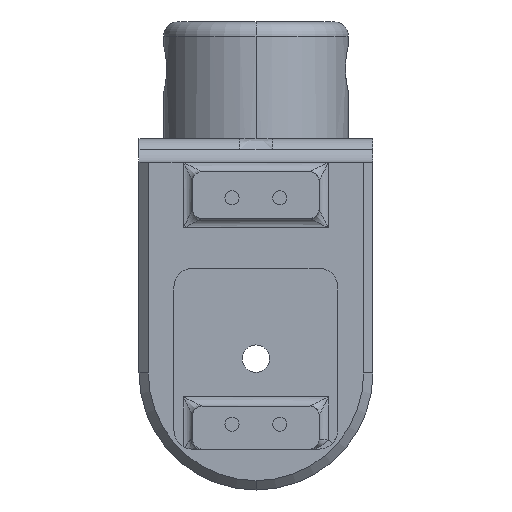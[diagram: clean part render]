
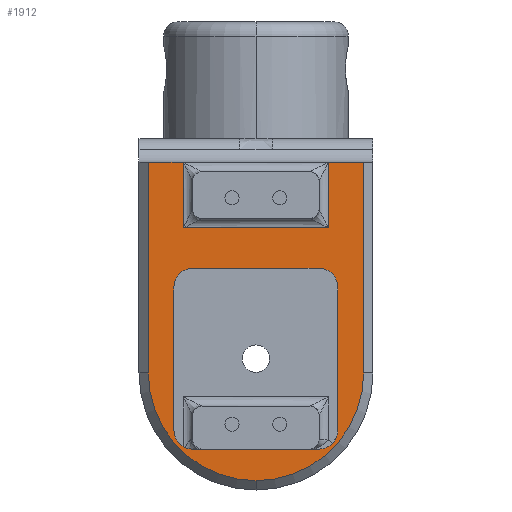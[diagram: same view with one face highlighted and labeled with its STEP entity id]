
A CAD part, left-side view. The second image highlights one B-rep face of the part: STEP entity #1912.
In plain terms, the highlighted planar face has unit normal (-1, 0, 0).
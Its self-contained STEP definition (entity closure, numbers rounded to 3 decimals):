
#26 = DIRECTION ( 'NONE',  ( 0., 0., -1. ) ) ;
#119 = AXIS2_PLACEMENT_3D ( 'NONE', #2169, #3374, #1798 ) ;
#233 = CARTESIAN_POINT ( 'NONE',  ( -52.5, 2., 35. ) ) ;
#323 = VERTEX_POINT ( 'NONE', #3873 ) ;
#375 = ORIENTED_EDGE ( 'NONE', *, *, #656, .F. ) ;
#379 = CARTESIAN_POINT ( 'NONE',  ( -52.5, 11.532, 12.377 ) ) ;
#385 = DIRECTION ( 'NONE',  ( 0., 0., -1. ) ) ;
#424 = CARTESIAN_POINT ( 'NONE',  ( -52.5, 48., -10. ) ) ;
#499 = DIRECTION ( 'NONE',  ( 0., 0., -1. ) ) ;
#515 = ORIENTED_EDGE ( 'NONE', *, *, #1882, .F. ) ;
#534 = ORIENTED_EDGE ( 'NONE', *, *, #3048, .F. ) ;
#583 = CARTESIAN_POINT ( 'NONE',  ( -52.5, 7.532, 12.377 ) ) ;
#645 = CARTESIAN_POINT ( 'NONE',  ( -52.5, 11.532, -22.25 ) ) ;
#656 = EDGE_CURVE ( 'NONE', #1782, #1636, #949, .T. ) ;
#663 = CARTESIAN_POINT ( 'NONE',  ( -52.5, 50., 35. ) ) ;
#682 = LINE ( 'NONE', #3891, #1824 ) ;
#731 = DIRECTION ( 'NONE',  ( 0., 0., -1. ) ) ;
#736 = CARTESIAN_POINT ( 'NONE',  ( -52.5, 2., 35. ) ) ;
#754 = DIRECTION ( 'NONE',  ( 0., -1., 0. ) ) ;
#776 = CIRCLE ( 'NONE', #3609, 4. ) ;
#778 = EDGE_CURVE ( 'NONE', #1652, #3142, #1240, .T. ) ;
#797 = EDGE_CURVE ( 'NONE', #3339, #3775, #927, .T. ) ;
#801 = VERTEX_POINT ( 'NONE', #1217 ) ;
#822 = CIRCLE ( 'NONE', #1883, 23. ) ;
#886 = CIRCLE ( 'NONE', #119, 4. ) ;
#910 = DIRECTION ( 'NONE',  ( 0., 0., 1. ) ) ;
#927 = LINE ( 'NONE', #583, #2076 ) ;
#937 = ORIENTED_EDGE ( 'NONE', *, *, #1956, .T. ) ;
#941 = EDGE_CURVE ( 'NONE', #3339, #2632, #886, .T. ) ;
#949 = LINE ( 'NONE', #663, #2937 ) ;
#966 = CARTESIAN_POINT ( 'NONE',  ( -52.5, 25., -33. ) ) ;
#984 = ORIENTED_EDGE ( 'NONE', *, *, #3596, .F. ) ;
#1069 = CARTESIAN_POINT ( 'NONE',  ( -52.5, 38.532, 12.377 ) ) ;
#1072 = EDGE_CURVE ( 'NONE', #2628, #1652, #822, .T. ) ;
#1093 = AXIS2_PLACEMENT_3D ( 'NONE', #1369, #2606, #731 ) ;
#1104 = VECTOR ( 'NONE', #754, 1000. ) ;
#1158 = PLANE ( 'NONE',  #1289 ) ;
#1159 = CIRCLE ( 'NONE', #1093, 4. ) ;
#1178 = DIRECTION ( 'NONE',  ( 0., 1., 0. ) ) ;
#1180 = DIRECTION ( 'NONE',  ( 0., 1., 0. ) ) ;
#1192 = CARTESIAN_POINT ( 'NONE',  ( -52.5, 11.532, -26.25 ) ) ;
#1201 = ORIENTED_EDGE ( 'NONE', *, *, #1436, .T. ) ;
#1217 = CARTESIAN_POINT ( 'NONE',  ( -52.5, 7.532, -22.25 ) ) ;
#1225 = ORIENTED_EDGE ( 'NONE', *, *, #3439, .T. ) ;
#1240 = LINE ( 'NONE', #233, #3861 ) ;
#1275 = EDGE_CURVE ( 'NONE', #3532, #3472, #1306, .T. ) ;
#1286 = VECTOR ( 'NONE', #385, 1000. ) ;
#1289 = AXIS2_PLACEMENT_3D ( 'NONE', #1702, #3599, #2420 ) ;
#1306 = LINE ( 'NONE', #3832, #1286 ) ;
#1369 = CARTESIAN_POINT ( 'NONE',  ( -52.5, 38.532, 8.377 ) ) ;
#1375 = LINE ( 'NONE', #2931, #1104 ) ;
#1403 = ORIENTED_EDGE ( 'NONE', *, *, #778, .T. ) ;
#1406 = CARTESIAN_POINT ( 'NONE',  ( -52.5, 9.532, 35. ) ) ;
#1436 = EDGE_CURVE ( 'NONE', #2361, #3775, #1159, .T. ) ;
#1457 = EDGE_CURVE ( 'NONE', #323, #1877, #3474, .T. ) ;
#1491 = VECTOR ( 'NONE', #26, 1000. ) ;
#1492 = CIRCLE ( 'NONE', #2678, 23. ) ;
#1502 = VECTOR ( 'NONE', #3079, 1000. ) ;
#1503 = VECTOR ( 'NONE', #2751, 1000. ) ;
#1546 = ORIENTED_EDGE ( 'NONE', *, *, #1785, .F. ) ;
#1597 = LINE ( 'NONE', #3518, #1491 ) ;
#1636 = VERTEX_POINT ( 'NONE', #2485 ) ;
#1641 = VERTEX_POINT ( 'NONE', #2461 ) ;
#1652 = VERTEX_POINT ( 'NONE', #2194 ) ;
#1702 = CARTESIAN_POINT ( 'NONE',  ( -52.5, 50., 35. ) ) ;
#1733 = LINE ( 'NONE', #3038, #1502 ) ;
#1739 = CARTESIAN_POINT ( 'NONE',  ( -52.5, 9.532, 21.004 ) ) ;
#1782 = VERTEX_POINT ( 'NONE', #2298 ) ;
#1785 = EDGE_CURVE ( 'NONE', #801, #2632, #682, .T. ) ;
#1797 = LINE ( 'NONE', #3087, #4002 ) ;
#1798 = DIRECTION ( 'NONE',  ( 0., 0., -1. ) ) ;
#1824 = VECTOR ( 'NONE', #1942, 1000. ) ;
#1828 = ORIENTED_EDGE ( 'NONE', *, *, #3628, .T. ) ;
#1877 = VERTEX_POINT ( 'NONE', #2690 ) ;
#1881 = DIRECTION ( 'NONE',  ( 0., 0., -1. ) ) ;
#1882 = EDGE_CURVE ( 'NONE', #323, #2927, #3928, .T. ) ;
#1883 = AXIS2_PLACEMENT_3D ( 'NONE', #2614, #2930, #3881 ) ;
#1912 = ADVANCED_FACE ( 'NONE', ( #3359, #2333 ), #1158, .F. ) ;
#1918 = ORIENTED_EDGE ( 'NONE', *, *, #2995, .T. ) ;
#1942 = DIRECTION ( 'NONE',  ( 0., 0., 1. ) ) ;
#1956 = EDGE_CURVE ( 'NONE', #2181, #2628, #1492, .T. ) ;
#1959 = ORIENTED_EDGE ( 'NONE', *, *, #797, .F. ) ;
#2016 = VECTOR ( 'NONE', #3045, 1000. ) ;
#2031 = CARTESIAN_POINT ( 'NONE',  ( -52.5, 38.532, -22.25 ) ) ;
#2066 = CARTESIAN_POINT ( 'NONE',  ( -52.5, 25., -10. ) ) ;
#2076 = VECTOR ( 'NONE', #1180, 1000. ) ;
#2086 = CARTESIAN_POINT ( 'NONE',  ( -52.5, 42.532, -22.623 ) ) ;
#2167 = ORIENTED_EDGE ( 'NONE', *, *, #1457, .T. ) ;
#2169 = CARTESIAN_POINT ( 'NONE',  ( -52.5, 11.532, 8.377 ) ) ;
#2181 = VERTEX_POINT ( 'NONE', #424 ) ;
#2194 = CARTESIAN_POINT ( 'NONE',  ( -52.5, 2., -10. ) ) ;
#2298 = CARTESIAN_POINT ( 'NONE',  ( -52.5, 48., 35. ) ) ;
#2328 = EDGE_LOOP ( 'NONE', ( #937, #3249, #1403, #534, #2382, #3572, #1918, #375, #1225 ) ) ;
#2333 = FACE_BOUND ( 'NONE', #3443, .T. ) ;
#2361 = VERTEX_POINT ( 'NONE', #3707 ) ;
#2382 = ORIENTED_EDGE ( 'NONE', *, *, #1275, .T. ) ;
#2420 = DIRECTION ( 'NONE',  ( 0., 0., -1. ) ) ;
#2461 = CARTESIAN_POINT ( 'NONE',  ( -52.5, 40.532, 21.004 ) ) ;
#2485 = CARTESIAN_POINT ( 'NONE',  ( -52.5, 40.532, 35. ) ) ;
#2518 = DIRECTION ( 'NONE',  ( 1., 0., 0. ) ) ;
#2565 = EDGE_CURVE ( 'NONE', #3472, #1641, #1797, .T. ) ;
#2606 = DIRECTION ( 'NONE',  ( 1., 0., 0. ) ) ;
#2614 = CARTESIAN_POINT ( 'NONE',  ( -52.5, 25., -10. ) ) ;
#2628 = VERTEX_POINT ( 'NONE', #966 ) ;
#2632 = VERTEX_POINT ( 'NONE', #3821 ) ;
#2646 = CARTESIAN_POINT ( 'NONE',  ( -52.5, 42.532, -26.25 ) ) ;
#2678 = AXIS2_PLACEMENT_3D ( 'NONE', #2066, #3335, #499 ) ;
#2690 = CARTESIAN_POINT ( 'NONE',  ( -52.5, 42.532, -22.25 ) ) ;
#2751 = DIRECTION ( 'NONE',  ( 0., 0., -1. ) ) ;
#2875 = DIRECTION ( 'NONE',  ( 0., -1., 0. ) ) ;
#2927 = VERTEX_POINT ( 'NONE', #1192 ) ;
#2930 = DIRECTION ( 'NONE',  ( -1., 0., 0. ) ) ;
#2931 = CARTESIAN_POINT ( 'NONE',  ( -52.5, 50., 35. ) ) ;
#2937 = VECTOR ( 'NONE', #2875, 1000. ) ;
#2995 = EDGE_CURVE ( 'NONE', #1641, #1636, #1733, .T. ) ;
#3038 = CARTESIAN_POINT ( 'NONE',  ( -52.5, 40.532, 33. ) ) ;
#3045 = DIRECTION ( 'NONE',  ( 0., -1., 0. ) ) ;
#3048 = EDGE_CURVE ( 'NONE', #3532, #3142, #1375, .T. ) ;
#3079 = DIRECTION ( 'NONE',  ( 0., 0., 1. ) ) ;
#3087 = CARTESIAN_POINT ( 'NONE',  ( -52.5, 38.532, 21.004 ) ) ;
#3142 = VERTEX_POINT ( 'NONE', #736 ) ;
#3249 = ORIENTED_EDGE ( 'NONE', *, *, #1072, .T. ) ;
#3301 = DIRECTION ( 'NONE',  ( 0., 0., -1. ) ) ;
#3319 = DIRECTION ( 'NONE',  ( 1., 0., 0. ) ) ;
#3335 = DIRECTION ( 'NONE',  ( -1., 0., 0. ) ) ;
#3339 = VERTEX_POINT ( 'NONE', #379 ) ;
#3359 = FACE_OUTER_BOUND ( 'NONE', #2328, .T. ) ;
#3374 = DIRECTION ( 'NONE',  ( 1., 0., 0. ) ) ;
#3406 = AXIS2_PLACEMENT_3D ( 'NONE', #2031, #3319, #3301 ) ;
#3439 = EDGE_CURVE ( 'NONE', #1782, #2181, #1597, .T. ) ;
#3443 = EDGE_LOOP ( 'NONE', ( #1959, #3644, #1546, #1828, #515, #2167, #984, #1201 ) ) ;
#3472 = VERTEX_POINT ( 'NONE', #1739 ) ;
#3474 = CIRCLE ( 'NONE', #3406, 4. ) ;
#3518 = CARTESIAN_POINT ( 'NONE',  ( -52.5, 48., -10. ) ) ;
#3532 = VERTEX_POINT ( 'NONE', #1406 ) ;
#3572 = ORIENTED_EDGE ( 'NONE', *, *, #2565, .T. ) ;
#3596 = EDGE_CURVE ( 'NONE', #2361, #1877, #3986, .T. ) ;
#3599 = DIRECTION ( 'NONE',  ( 1., 0., 0. ) ) ;
#3609 = AXIS2_PLACEMENT_3D ( 'NONE', #645, #2518, #1881 ) ;
#3628 = EDGE_CURVE ( 'NONE', #801, #2927, #776, .T. ) ;
#3644 = ORIENTED_EDGE ( 'NONE', *, *, #941, .T. ) ;
#3707 = CARTESIAN_POINT ( 'NONE',  ( -52.5, 42.532, 8.377 ) ) ;
#3775 = VERTEX_POINT ( 'NONE', #1069 ) ;
#3821 = CARTESIAN_POINT ( 'NONE',  ( -52.5, 7.532, 8.377 ) ) ;
#3832 = CARTESIAN_POINT ( 'NONE',  ( -52.5, 9.532, 23.004 ) ) ;
#3861 = VECTOR ( 'NONE', #910, 1000. ) ;
#3873 = CARTESIAN_POINT ( 'NONE',  ( -52.5, 38.532, -26.25 ) ) ;
#3881 = DIRECTION ( 'NONE',  ( 0., 0., -1. ) ) ;
#3891 = CARTESIAN_POINT ( 'NONE',  ( -52.5, 7.532, -22.623 ) ) ;
#3928 = LINE ( 'NONE', #2646, #2016 ) ;
#3986 = LINE ( 'NONE', #2086, #1503 ) ;
#4002 = VECTOR ( 'NONE', #1178, 1000. ) ;
